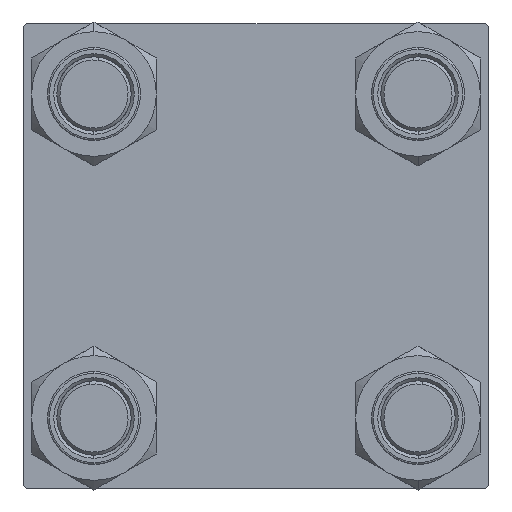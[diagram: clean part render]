
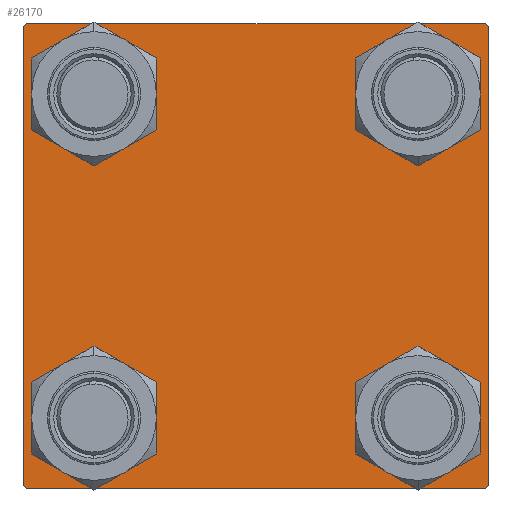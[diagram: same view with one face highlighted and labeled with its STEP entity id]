
A CAD part, left-side view. The second image highlights one B-rep face of the part: STEP entity #26170.
In plain terms, the highlighted planar face has unit normal (-1, 0, 0).
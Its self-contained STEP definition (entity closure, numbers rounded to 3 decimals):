
#103 = DIRECTION ( 'NONE',  ( 0., 0., 1. ) ) ;
#608 = DIRECTION ( 'NONE',  ( 0., 0., -1. ) ) ;
#1287 = CARTESIAN_POINT ( 'NONE',  ( 0., -26.15, -26.15 ) ) ;
#1502 = ORIENTED_EDGE ( 'NONE', *, *, #27545, .T. ) ;
#1768 = DIRECTION ( 'NONE',  ( -1., 0., 0. ) ) ;
#2192 = VERTEX_POINT ( 'NONE', #20166 ) ;
#2894 = EDGE_LOOP ( 'NONE', ( #45691, #7266 ) ) ;
#3509 = VERTEX_POINT ( 'NONE', #28171 ) ;
#3605 = EDGE_CURVE ( 'NONE', #37570, #21947, #44659, .T. ) ;
#3646 = VERTEX_POINT ( 'NONE', #14188 ) ;
#4170 = CIRCLE ( 'NONE', #35755, 6.5 ) ;
#5220 = EDGE_CURVE ( 'NONE', #3646, #33261, #15821, .T. ) ;
#6868 = CARTESIAN_POINT ( 'NONE',  ( 0., -26.15, 26.15 ) ) ;
#6993 = ORIENTED_EDGE ( 'NONE', *, *, #38779, .F. ) ;
#7039 = CIRCLE ( 'NONE', #24069, 6.5 ) ;
#7148 = CARTESIAN_POINT ( 'NONE',  ( 0., -26.15, -26.15 ) ) ;
#7266 = ORIENTED_EDGE ( 'NONE', *, *, #47556, .T. ) ;
#7611 = EDGE_LOOP ( 'NONE', ( #32000, #50214 ) ) ;
#7949 = EDGE_CURVE ( 'NONE', #16297, #35580, #36849, .T. ) ;
#8147 = DIRECTION ( 'NONE',  ( 0., -0.707, 0.707 ) ) ;
#9171 = VECTOR ( 'NONE', #608, 1000. ) ;
#9384 = EDGE_CURVE ( 'NONE', #33261, #38174, #40231, .T. ) ;
#9917 = CIRCLE ( 'NONE', #38281, 6.5 ) ;
#10347 = CARTESIAN_POINT ( 'NONE',  ( 0., -26.15, 26.15 ) ) ;
#11588 = CIRCLE ( 'NONE', #25351, 6.5 ) ;
#12630 = ORIENTED_EDGE ( 'NONE', *, *, #3605, .T. ) ;
#12907 = VECTOR ( 'NONE', #26006, 1000. ) ;
#13066 = DIRECTION ( 'NONE',  ( 0., -0.707, -0.707 ) ) ;
#13726 = ORIENTED_EDGE ( 'NONE', *, *, #39420, .T. ) ;
#14036 = VERTEX_POINT ( 'NONE', #23934 ) ;
#14188 = CARTESIAN_POINT ( 'NONE',  ( 0., 37.5, 37. ) ) ;
#14227 = DIRECTION ( 'NONE',  ( 0., 0., 1. ) ) ;
#14437 = CARTESIAN_POINT ( 'NONE',  ( 0., -37.25, 37.25 ) ) ;
#14677 = DIRECTION ( 'NONE',  ( 0., 0.707, 0.707 ) ) ;
#14960 = AXIS2_PLACEMENT_3D ( 'NONE', #7148, #21619, #33302 ) ;
#15699 = DIRECTION ( 'NONE',  ( 0., 0.707, -0.707 ) ) ;
#15821 = LINE ( 'NONE', #35362, #9171 ) ;
#15849 = EDGE_CURVE ( 'NONE', #35580, #16297, #9917, .T. ) ;
#16297 = VERTEX_POINT ( 'NONE', #48681 ) ;
#16406 = LINE ( 'NONE', #48564, #32429 ) ;
#16692 = EDGE_CURVE ( 'NONE', #33906, #46717, #11588, .T. ) ;
#16919 = VERTEX_POINT ( 'NONE', #28643 ) ;
#17732 = DIRECTION ( 'NONE',  ( 1., 0., 0. ) ) ;
#18119 = EDGE_LOOP ( 'NONE', ( #13726, #1502 ) ) ;
#18134 = CARTESIAN_POINT ( 'NONE',  ( 0., 37.5, 37.5 ) ) ;
#18241 = ORIENTED_EDGE ( 'NONE', *, *, #9384, .T. ) ;
#18753 = CARTESIAN_POINT ( 'NONE',  ( 0., 37., -37.5 ) ) ;
#19373 = CARTESIAN_POINT ( 'NONE',  ( 0., 26.15, -26.15 ) ) ;
#20166 = CARTESIAN_POINT ( 'NONE',  ( 0., -37., -37.5 ) ) ;
#21619 = DIRECTION ( 'NONE',  ( 1., 0., 0. ) ) ;
#21803 = EDGE_CURVE ( 'NONE', #14036, #3646, #41854, .T. ) ;
#21947 = VERTEX_POINT ( 'NONE', #37998 ) ;
#22034 = ORIENTED_EDGE ( 'NONE', *, *, #43879, .T. ) ;
#22038 = CARTESIAN_POINT ( 'NONE',  ( 0., 26.15, 26.15 ) ) ;
#22415 = VERTEX_POINT ( 'NONE', #45702 ) ;
#22751 = CARTESIAN_POINT ( 'NONE',  ( 0., -37.5, 37. ) ) ;
#22780 = AXIS2_PLACEMENT_3D ( 'NONE', #34047, #49534, #37605 ) ;
#23934 = CARTESIAN_POINT ( 'NONE',  ( 0., 37., 37.5 ) ) ;
#24069 = AXIS2_PLACEMENT_3D ( 'NONE', #22038, #17732, #44908 ) ;
#24896 = DIRECTION ( 'NONE',  ( 0., 0., -1. ) ) ;
#25116 = VECTOR ( 'NONE', #24896, 1000. ) ;
#25351 = AXIS2_PLACEMENT_3D ( 'NONE', #37304, #45428, #26384 ) ;
#25388 = ORIENTED_EDGE ( 'NONE', *, *, #5220, .T. ) ;
#25824 = DIRECTION ( 'NONE',  ( 0., 0., 1. ) ) ;
#26006 = DIRECTION ( 'NONE',  ( 0., -1., 0. ) ) ;
#26170 = ADVANCED_FACE ( 'NONE', ( #36521, #48221, #48721, #44913, #37279 ), #33489, .T. ) ;
#26384 = DIRECTION ( 'NONE',  ( 0., 0., 1. ) ) ;
#26846 = VECTOR ( 'NONE', #8147, 1000. ) ;
#27181 = LINE ( 'NONE', #42670, #26846 ) ;
#27264 = VECTOR ( 'NONE', #13066, 1000. ) ;
#27545 = EDGE_CURVE ( 'NONE', #37185, #3509, #45021, .T. ) ;
#27763 = DIRECTION ( 'NONE',  ( 1., 0., 0. ) ) ;
#27943 = DIRECTION ( 'NONE',  ( 1., 0., 0. ) ) ;
#28171 = CARTESIAN_POINT ( 'NONE',  ( 0., -26.15, 32.65 ) ) ;
#28192 = DIRECTION ( 'NONE',  ( 0., 0., 1. ) ) ;
#28643 = CARTESIAN_POINT ( 'NONE',  ( 0., -37.5, -37. ) ) ;
#29686 = CARTESIAN_POINT ( 'NONE',  ( 0., 0., 0. ) ) ;
#29788 = CARTESIAN_POINT ( 'NONE',  ( 0., 26.15, 19.65 ) ) ;
#29845 = CIRCLE ( 'NONE', #42801, 6.5 ) ;
#30211 = CARTESIAN_POINT ( 'NONE',  ( 0., -26.15, 19.65 ) ) ;
#30397 = AXIS2_PLACEMENT_3D ( 'NONE', #29686, #1768, #40596 ) ;
#31720 = CIRCLE ( 'NONE', #22780, 6.5 ) ;
#31908 = EDGE_CURVE ( 'NONE', #46717, #33906, #7039, .T. ) ;
#32000 = ORIENTED_EDGE ( 'NONE', *, *, #15849, .T. ) ;
#32429 = VECTOR ( 'NONE', #44761, 1000. ) ;
#33261 = VERTEX_POINT ( 'NONE', #38820 ) ;
#33302 = DIRECTION ( 'NONE',  ( 0., 0., 1. ) ) ;
#33489 = PLANE ( 'NONE',  #30397 ) ;
#33906 = VERTEX_POINT ( 'NONE', #29788 ) ;
#34047 = CARTESIAN_POINT ( 'NONE',  ( 0., 26.15, -26.15 ) ) ;
#34189 = DIRECTION ( 'NONE',  ( 1., 0., 0. ) ) ;
#35362 = CARTESIAN_POINT ( 'NONE',  ( 0., 37.5, 37.5 ) ) ;
#35424 = CARTESIAN_POINT ( 'NONE',  ( 0., -26.15, -19.65 ) ) ;
#35580 = VERTEX_POINT ( 'NONE', #35424 ) ;
#35740 = CARTESIAN_POINT ( 'NONE',  ( 0., 26.15, -19.65 ) ) ;
#35755 = AXIS2_PLACEMENT_3D ( 'NONE', #19373, #27763, #103 ) ;
#36154 = CARTESIAN_POINT ( 'NONE',  ( 0., 37.25, -37.25 ) ) ;
#36521 = FACE_BOUND ( 'NONE', #18119, .T. ) ;
#36849 = CIRCLE ( 'NONE', #14960, 6.5 ) ;
#37185 = VERTEX_POINT ( 'NONE', #30211 ) ;
#37279 = FACE_OUTER_BOUND ( 'NONE', #40763, .T. ) ;
#37304 = CARTESIAN_POINT ( 'NONE',  ( 0., 26.15, 26.15 ) ) ;
#37570 = VERTEX_POINT ( 'NONE', #22751 ) ;
#37605 = DIRECTION ( 'NONE',  ( 0., 0., 1. ) ) ;
#37998 = CARTESIAN_POINT ( 'NONE',  ( 0., -37., 37.5 ) ) ;
#38174 = VERTEX_POINT ( 'NONE', #18753 ) ;
#38217 = CARTESIAN_POINT ( 'NONE',  ( 0., 26.15, 32.65 ) ) ;
#38281 = AXIS2_PLACEMENT_3D ( 'NONE', #1287, #27943, #28192 ) ;
#38408 = EDGE_LOOP ( 'NONE', ( #47581, #41966 ) ) ;
#38779 = EDGE_CURVE ( 'NONE', #14036, #21947, #41242, .T. ) ;
#38820 = CARTESIAN_POINT ( 'NONE',  ( 0., 37.5, -37. ) ) ;
#39420 = EDGE_CURVE ( 'NONE', #3509, #37185, #29845, .T. ) ;
#40231 = LINE ( 'NONE', #36154, #27264 ) ;
#40596 = DIRECTION ( 'NONE',  ( 0., 0., 1. ) ) ;
#40763 = EDGE_LOOP ( 'NONE', ( #25388, #18241, #22034, #44524, #45824, #12630, #6993, #42129 ) ) ;
#40892 = DIRECTION ( 'NONE',  ( 1., 0., 0. ) ) ;
#41133 = CARTESIAN_POINT ( 'NONE',  ( 0., -37.5, 37.5 ) ) ;
#41173 = VERTEX_POINT ( 'NONE', #35740 ) ;
#41242 = LINE ( 'NONE', #18134, #12907 ) ;
#41854 = LINE ( 'NONE', #49727, #48867 ) ;
#41966 = ORIENTED_EDGE ( 'NONE', *, *, #16692, .T. ) ;
#42129 = ORIENTED_EDGE ( 'NONE', *, *, #21803, .T. ) ;
#42360 = VECTOR ( 'NONE', #14677, 1000. ) ;
#42670 = CARTESIAN_POINT ( 'NONE',  ( 0., -37.25, -37.25 ) ) ;
#42801 = AXIS2_PLACEMENT_3D ( 'NONE', #10347, #34189, #25824 ) ;
#43879 = EDGE_CURVE ( 'NONE', #38174, #2192, #16406, .T. ) ;
#43934 = LINE ( 'NONE', #41133, #25116 ) ;
#44277 = EDGE_CURVE ( 'NONE', #37570, #16919, #43934, .T. ) ;
#44524 = ORIENTED_EDGE ( 'NONE', *, *, #47079, .T. ) ;
#44659 = LINE ( 'NONE', #14437, #42360 ) ;
#44761 = DIRECTION ( 'NONE',  ( 0., -1., 0. ) ) ;
#44908 = DIRECTION ( 'NONE',  ( 0., 0., 1. ) ) ;
#44913 = FACE_BOUND ( 'NONE', #38408, .T. ) ;
#45021 = CIRCLE ( 'NONE', #48240, 6.5 ) ;
#45428 = DIRECTION ( 'NONE',  ( 1., 0., 0. ) ) ;
#45691 = ORIENTED_EDGE ( 'NONE', *, *, #47027, .T. ) ;
#45702 = CARTESIAN_POINT ( 'NONE',  ( 0., 26.15, -32.65 ) ) ;
#45824 = ORIENTED_EDGE ( 'NONE', *, *, #44277, .F. ) ;
#46717 = VERTEX_POINT ( 'NONE', #38217 ) ;
#47027 = EDGE_CURVE ( 'NONE', #41173, #22415, #31720, .T. ) ;
#47079 = EDGE_CURVE ( 'NONE', #2192, #16919, #27181, .T. ) ;
#47556 = EDGE_CURVE ( 'NONE', #22415, #41173, #4170, .T. ) ;
#47581 = ORIENTED_EDGE ( 'NONE', *, *, #31908, .T. ) ;
#48221 = FACE_BOUND ( 'NONE', #7611, .T. ) ;
#48240 = AXIS2_PLACEMENT_3D ( 'NONE', #6868, #40892, #14227 ) ;
#48564 = CARTESIAN_POINT ( 'NONE',  ( 0., 37.5, -37.5 ) ) ;
#48681 = CARTESIAN_POINT ( 'NONE',  ( 0., -26.15, -32.65 ) ) ;
#48721 = FACE_BOUND ( 'NONE', #2894, .T. ) ;
#48867 = VECTOR ( 'NONE', #15699, 1000. ) ;
#49534 = DIRECTION ( 'NONE',  ( 1., 0., 0. ) ) ;
#49727 = CARTESIAN_POINT ( 'NONE',  ( 0., 37.25, 37.25 ) ) ;
#50214 = ORIENTED_EDGE ( 'NONE', *, *, #7949, .T. ) ;
